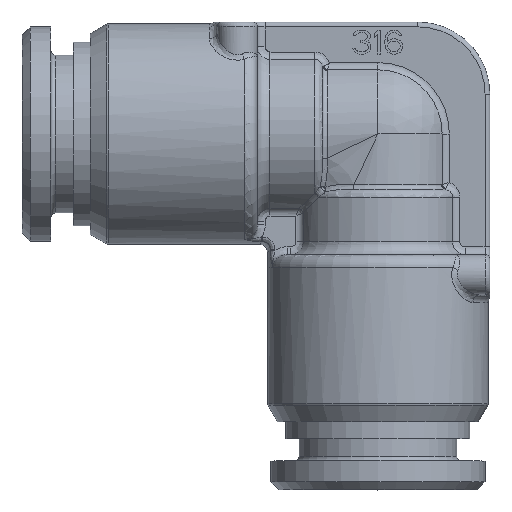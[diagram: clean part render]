
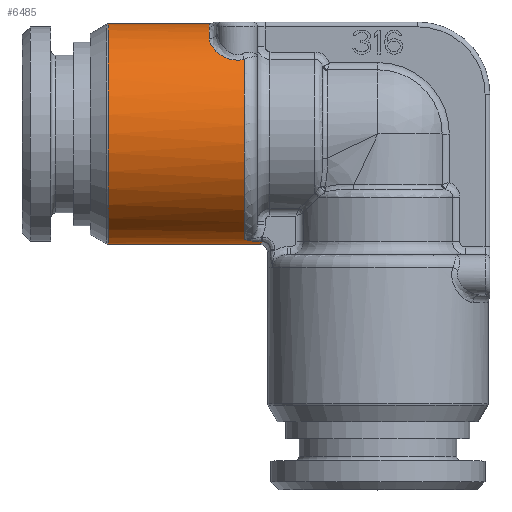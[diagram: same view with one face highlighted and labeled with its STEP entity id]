
A CAD part, top view. The second image highlights one B-rep face of the part: STEP entity #6485.
In plain terms, the highlighted cylindrical face has radius 6.9 mm (diameter 13.8 mm), a partial arc.
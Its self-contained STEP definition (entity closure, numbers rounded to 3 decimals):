
#472=CARTESIAN_POINT('',(-8.35,-6.573,2.098));
#474=CARTESIAN_POINT('',(-8.35,4.676,5.074));
#589=CARTESIAN_POINT('',(-16.87,0.,0.));
#590=DIRECTION('',(1.,0.,0.));
#591=DIRECTION('',(0.,1.,0.));
#592=AXIS2_PLACEMENT_3D('',#589,#590,#591);
#594=CARTESIAN_POINT('',(-10.55,0.,0.));
#595=DIRECTION('',(1.,0.,0.));
#596=DIRECTION('',(0.,1.,0.));
#597=AXIS2_PLACEMENT_3D('',#594,#595,#596);
#599=CARTESIAN_POINT('',(-10.55,5.948,3.497));
#600=CARTESIAN_POINT('',(-10.55,5.891,3.595));
#601=CARTESIAN_POINT('',(-10.531,5.776,3.778));
#602=CARTESIAN_POINT('',(-10.466,5.614,4.014));
#603=CARTESIAN_POINT('',(-10.376,5.463,4.217));
#604=CARTESIAN_POINT('',(-10.269,5.325,4.39));
#605=CARTESIAN_POINT('',(-10.152,5.199,4.537));
#606=CARTESIAN_POINT('',(-10.028,5.086,4.664));
#607=CARTESIAN_POINT('',(-9.897,4.985,4.772));
#608=CARTESIAN_POINT('',(-9.76,4.895,4.864));
#609=CARTESIAN_POINT('',(-9.617,4.815,4.942));
#610=CARTESIAN_POINT('',(-9.466,4.747,5.008));
#611=CARTESIAN_POINT('',(-9.297,4.686,5.065));
#612=CARTESIAN_POINT('',(-9.09,4.636,5.111));
#613=CARTESIAN_POINT('',(-8.846,4.61,5.134));
#614=CARTESIAN_POINT('',(-8.582,4.624,5.121));
#615=CARTESIAN_POINT('',(-8.426,4.656,5.092));
#616=CARTESIAN_POINT('',(-8.35,4.676,5.074));
#618=CARTESIAN_POINT('',(-8.35,0.,0.));
#619=DIRECTION('',(1.,0.,0.));
#620=DIRECTION('',(0.,0.678,0.735));
#621=AXIS2_PLACEMENT_3D('',#618,#619,#620);
#623=CARTESIAN_POINT('',(-7.268,-6.731,1.516));
#624=CARTESIAN_POINT('',(-7.361,-6.731,1.516));
#625=CARTESIAN_POINT('',(-7.535,-6.726,1.54));
#626=CARTESIAN_POINT('',(-7.757,-6.708,1.619));
#627=CARTESIAN_POINT('',(-7.939,-6.682,1.721));
#628=CARTESIAN_POINT('',(-8.088,-6.653,1.831));
#629=CARTESIAN_POINT('',(-8.22,-6.619,1.951));
#630=CARTESIAN_POINT('',(-8.307,-6.59,2.047));
#631=CARTESIAN_POINT('',(-8.35,-6.573,2.098));
#633=DIRECTION('',(-1.,0.,0.));
#634=VECTOR('',#633,0.049);
#635=CARTESIAN_POINT('',(-7.219,-6.731,1.516));
#636=LINE('',#635,#634);
#637=CARTESIAN_POINT('',(-7.219,-6.731,1.516));
#638=CARTESIAN_POINT('',(-7.248,-6.758,1.398));
#639=CARTESIAN_POINT('',(-7.296,-6.803,1.169));
#640=CARTESIAN_POINT('',(-7.346,-6.85,
0.848));
#641=CARTESIAN_POINT('',(-7.379,-6.88,
0.548));
#642=CARTESIAN_POINT('',(-7.396,-6.897,
0.265));
#643=CARTESIAN_POINT('',(-7.4,-6.9,
0.086));
#644=CARTESIAN_POINT('',(-7.4,-6.9,
-0.001));
#646=CARTESIAN_POINT('',(-7.4,-6.9,
-0.001));
#647=CARTESIAN_POINT('',(-7.4,-6.9,
-0.272));
#648=CARTESIAN_POINT('',(-7.366,-6.868,
-0.797));
#649=CARTESIAN_POINT('',(-7.275,-6.784,
-1.283));
#650=CARTESIAN_POINT('',(-7.219,-6.731,
-1.516));
#652=DIRECTION('',(1.,0.,0.));
#653=VECTOR('',#652,0.049);
#654=CARTESIAN_POINT('',(-7.268,-6.731,
-1.516));
#655=LINE('',#654,#653);
#656=CARTESIAN_POINT('',(-8.35,-6.573,
-2.097));
#657=CARTESIAN_POINT('',(-8.338,-6.578,
-2.082));
#658=CARTESIAN_POINT('',(-8.312,-6.587,
-2.054));
#659=CARTESIAN_POINT('',(-8.275,-6.6,
-2.012));
#660=CARTESIAN_POINT('',(-8.231,-6.614,
-1.966));
#661=CARTESIAN_POINT('',(-8.182,-6.628,
-1.918));
#662=CARTESIAN_POINT('',(-8.127,-6.643,
-1.867));
#663=CARTESIAN_POINT('',(-8.063,-6.657,
-1.814));
#664=CARTESIAN_POINT('',(-7.991,-6.672,
-1.76));
#665=CARTESIAN_POINT('',(-7.908,-6.686,
-1.705));
#666=CARTESIAN_POINT('',(-7.813,-6.7,
-1.651));
#667=CARTESIAN_POINT('',(-7.704,-6.712,
-1.601));
#668=CARTESIAN_POINT('',(-7.579,-6.722,
-1.557));
#669=CARTESIAN_POINT('',(-7.435,-6.729,
-1.525));
#670=CARTESIAN_POINT('',(-7.326,-6.731,
-1.516));
#671=CARTESIAN_POINT('',(-7.268,-6.731,
-1.516));
#673=CARTESIAN_POINT('',(-8.35,0.,0.));
#674=DIRECTION('',(-1.,0.,0.));
#675=DIRECTION('',(0.,-0.953,-0.304));
#676=AXIS2_PLACEMENT_3D('',#673,#674,#675);
#693=DIRECTION('',(-1.,0.,0.));
#694=VECTOR('',#693,8.52);
#695=CARTESIAN_POINT('',(-8.35,-6.9,0.));
#696=LINE('',#695,#694);
#730=DIRECTION('',(-1.,0.,0.));
#731=VECTOR('',#730,6.32);
#732=CARTESIAN_POINT('',(-10.55,6.9,0.));
#733=LINE('',#732,#731);
#4665=CARTESIAN_POINT('',(-7.219,-6.731,
-1.516));
#4801=VERTEX_POINT('',#474);
#4804=VERTEX_POINT('',#599);
#4806=CARTESIAN_POINT('',(-10.55,6.9,0.));
#4807=VERTEX_POINT('',#4806);
#4958=CARTESIAN_POINT('',(-8.35,-6.574,-2.095));
#4959=VERTEX_POINT('',#4958);
#4963=VERTEX_POINT('',#472);
#4972=CARTESIAN_POINT('',(-16.87,6.9,0.));
#4973=CARTESIAN_POINT('',(-16.87,-6.9,0.));
#4974=VERTEX_POINT('',#4972);
#4975=VERTEX_POINT('',#4973);
#5682=CARTESIAN_POINT('',(-7.4,-6.9,
-0.001));
#5684=VERTEX_POINT('',#5682);
#5696=VERTEX_POINT('',#623);
#5697=CARTESIAN_POINT('',(-7.219,-6.731,
1.516));
#5698=VERTEX_POINT('',#5697);
#5711=VERTEX_POINT('',#4665);
#5713=CARTESIAN_POINT('',(-7.268,-6.731,
-1.516));
#5714=VERTEX_POINT('',#5713);
#5717=CARTESIAN_POINT('',(-8.35,-6.9,0.));
#5718=VERTEX_POINT('',#5717);
#6454=CARTESIAN_POINT('',(-19.125,0.,0.));
#6455=DIRECTION('',(1.,0.,0.));
#6456=DIRECTION('',(0.,-1.,0.));
#6457=AXIS2_PLACEMENT_3D('',#6454,#6455,#6456);
#6458=CYLINDRICAL_SURFACE('',#6457,6.9);
#6460=ORIENTED_EDGE('',*,*,#6459,.F.);
#6462=ORIENTED_EDGE('',*,*,#6461,.F.);
#6464=ORIENTED_EDGE('',*,*,#6463,.T.);
#6466=ORIENTED_EDGE('',*,*,#6465,.T.);
#6467=ORIENTED_EDGE('',*,*,#6354,.T.);
#6469=ORIENTED_EDGE('',*,*,#6468,.F.);
#6471=ORIENTED_EDGE('',*,*,#6470,.F.);
#6473=ORIENTED_EDGE('',*,*,#6472,.T.);
#6475=ORIENTED_EDGE('',*,*,#6474,.T.);
#6476=ORIENTED_EDGE('',*,*,#6444,.F.);
#6478=ORIENTED_EDGE('',*,*,#6477,.F.);
#6480=ORIENTED_EDGE('',*,*,#6479,.T.);
#6482=ORIENTED_EDGE('',*,*,#6481,.T.);
#6483=EDGE_LOOP('',(#6460,#6462,#6464,#6466,#6467,#6469,#6471,#6473,#6475,#6476,
#6478,#6480,#6482));
#6484=FACE_OUTER_BOUND('',#6483,.F.);
#6485=ADVANCED_FACE('',(#6484),#6458,.T.);
#593=CIRCLE('',#592,6.9);
#598=CIRCLE('',#597,6.9);
#617=B_SPLINE_CURVE_WITH_KNOTS('',3,(#599,#600,#601,#602,#603,#604,#605,#606,
#607,#608,#609,#610,#611,#612,#613,#614,#615,#616),.UNSPECIFIED.,.F.,.F.,(4,1,1,
1,1,1,1,1,1,1,1,1,1,1,1,4),(0.,0.067,0.133,0.2,
0.267,0.333,0.4,0.467,0.533,
0.6,0.667,0.733,0.8,0.867,
0.933,1.),.UNSPECIFIED.);
#622=CIRCLE('',#621,6.9);
#632=B_SPLINE_CURVE_WITH_KNOTS('',3,(#623,#624,#625,#626,#627,#628,#629,#630,
#631),.UNSPECIFIED.,.F.,.F.,(4,1,1,1,1,1,4),(0.,0.167,
0.333,0.5,0.667,0.833,1.),
.UNSPECIFIED.);
#645=B_SPLINE_CURVE_WITH_KNOTS('',3,(#637,#638,#639,#640,#641,#642,#643,#644),
.UNSPECIFIED.,.F.,.F.,(4,1,1,1,1,4),(0.,0.2,0.4,0.6,0.8,1.),
.UNSPECIFIED.);
#651=B_SPLINE_CURVE_WITH_KNOTS('',3,(#646,#647,#648,#649,#650),.UNSPECIFIED.,
.F.,.F.,(4,1,4),(0.,0.5,1.),.UNSPECIFIED.);
#672=B_SPLINE_CURVE_WITH_KNOTS('',3,(#656,#657,#658,#659,#660,#661,#662,#663,
#664,#665,#666,#667,#668,#669,#670,#671),.UNSPECIFIED.,.F.,.F.,(4,1,1,1,1,1,1,1,
1,1,1,1,1,4),(0.,0.077,0.154,0.231,
0.308,0.385,0.462,0.538,
0.615,0.692,0.769,0.846,
0.923,1.),.UNSPECIFIED.);
#677=CIRCLE('',#676,6.9);
#6354=EDGE_CURVE('',#4801,#4963,#622,.T.);
#6444=EDGE_CURVE('',#5714,#5711,#655,.T.);
#6459=EDGE_CURVE('',#4974,#4975,#593,.T.);
#6461=EDGE_CURVE('',#4807,#4974,#733,.T.);
#6463=EDGE_CURVE('',#4807,#4804,#598,.T.);
#6465=EDGE_CURVE('',#4804,#4801,#617,.T.);
#6468=EDGE_CURVE('',#5696,#4963,#632,.T.);
#6470=EDGE_CURVE('',#5698,#5696,#636,.T.);
#6472=EDGE_CURVE('',#5698,#5684,#645,.T.);
#6474=EDGE_CURVE('',#5684,#5711,#651,.T.);
#6477=EDGE_CURVE('',#4959,#5714,#672,.T.);
#6479=EDGE_CURVE('',#4959,#5718,#677,.T.);
#6481=EDGE_CURVE('',#5718,#4975,#696,.T.);
